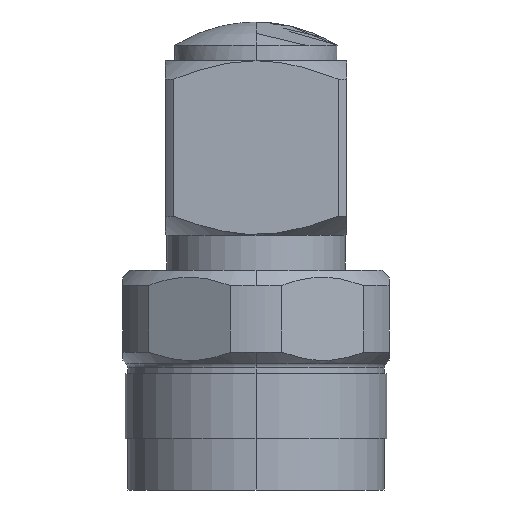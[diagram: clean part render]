
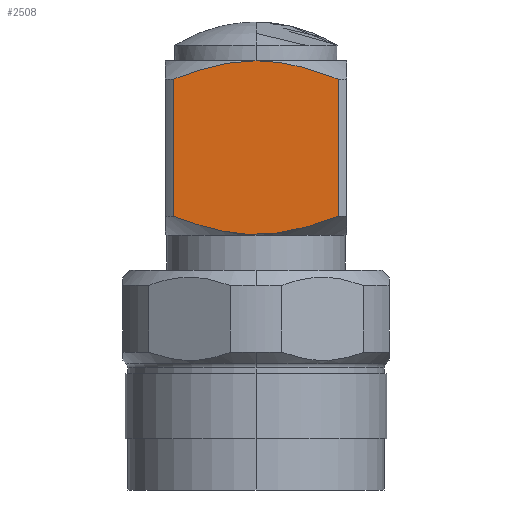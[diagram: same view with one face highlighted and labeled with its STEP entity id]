
A CAD part, left-side view. The second image highlights one B-rep face of the part: STEP entity #2508.
In plain terms, the highlighted planar face has unit normal (-1, 0, 0).
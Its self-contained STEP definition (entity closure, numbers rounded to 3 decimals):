
#74 = CARTESIAN_POINT ( 'NONE',  ( -7., -1.119, 2.76 ) ) ;
#185 = CARTESIAN_POINT ( 'NONE',  ( -7., -6.348, 4.172 ) ) ;
#201 = DIRECTION ( 'NONE',  ( 0., 0., 1. ) ) ;
#213 = FACE_OUTER_BOUND ( 'NONE', #1844, .T. ) ;
#236 = CARTESIAN_POINT ( 'NONE',  ( -7., 0., 16.2 ) ) ;
#260 = CARTESIAN_POINT ( 'NONE',  ( -7., -5.33, 15.181 ) ) ;
#285 = VERTEX_POINT ( 'NONE', #236 ) ;
#350 = CARTESIAN_POINT ( 'NONE',  ( -7., -5.334, 3.779 ) ) ;
#467 = DIRECTION ( 'NONE',  ( 1., 0., 0. ) ) ;
#518 = CARTESIAN_POINT ( 'NONE',  ( -7., 1.366, 16.127 ) ) ;
#551 = ORIENTED_EDGE ( 'NONE', *, *, #2180, .F. ) ;
#591 = CARTESIAN_POINT ( 'NONE',  ( -7., -6.348, 4.172 ) ) ;
#608 = CARTESIAN_POINT ( 'NONE',  ( -7., 1.347, 2.829 ) ) ;
#631 = CARTESIAN_POINT ( 'NONE',  ( -7., -6.348, 14.785 ) ) ;
#786 = CARTESIAN_POINT ( 'NONE',  ( -7., 6.348, 2.7 ) ) ;
#802 = LINE ( 'NONE', #786, #3481 ) ;
#817 = ORIENTED_EDGE ( 'NONE', *, *, #2197, .T. ) ;
#1142 = CARTESIAN_POINT ( 'NONE',  ( -7., 0.525, 2.766 ) ) ;
#1175 = CARTESIAN_POINT ( 'NONE',  ( -7., 6.348, 14.785 ) ) ;
#1202 = ORIENTED_EDGE ( 'NONE', *, *, #2978, .T. ) ;
#1298 = CARTESIAN_POINT ( 'NONE',  ( -7., 0.272, 16.2 ) ) ;
#1315 = CARTESIAN_POINT ( 'NONE',  ( -7., 2.709, 15.917 ) ) ;
#1342 = B_SPLINE_CURVE_WITH_KNOTS ( 'NONE', 3,
 ( #2109, #1298, #3491, #1859, #518, #2697, #1315, #1867, #3207, #1569 ),
 .UNSPECIFIED., .F., .F.,
 ( 4, 2, 2, 2, 4 ),
 ( 0.025, 0.026, 0.027, 0.029, 0.032 ),
 .UNSPECIFIED. ) ;
#1345 = CARTESIAN_POINT ( 'NONE',  ( -7., -4.285, 15.536 ) ) ;
#1365 = CARTESIAN_POINT ( 'NONE',  ( -7., -1.098, 16.2 ) ) ;
#1432 = CARTESIAN_POINT ( 'NONE',  ( -7., 2.16, 2.935 ) ) ;
#1477 = LINE ( 'NONE', #3123, #2499 ) ;
#1569 = CARTESIAN_POINT ( 'NONE',  ( -7., 6.348, 14.785 ) ) ;
#1679 = CARTESIAN_POINT ( 'NONE',  ( -7., 4.285, 3.422 ) ) ;
#1693 = CARTESIAN_POINT ( 'NONE',  ( -7., 0.249, 2.757 ) ) ;
#1700 = CARTESIAN_POINT ( 'NONE',  ( -7., 1.074, 2.802 ) ) ;
#1814 = ORIENTED_EDGE ( 'NONE', *, *, #2342, .T. ) ;
#1844 = EDGE_LOOP ( 'NONE', ( #2782, #551, #1814, #1202, #817 ) ) ;
#1859 = CARTESIAN_POINT ( 'NONE',  ( -7., 1.095, 16.154 ) ) ;
#1867 = CARTESIAN_POINT ( 'NONE',  ( -7., 4.293, 15.533 ) ) ;
#1946 = CARTESIAN_POINT ( 'NONE',  ( -7., -2.188, 2.914 ) ) ;
#1964 = CARTESIAN_POINT ( 'NONE',  ( -7., 5.328, 3.776 ) ) ;
#2109 = CARTESIAN_POINT ( 'NONE',  ( -7., 0., 16.2 ) ) ;
#2180 = EDGE_CURVE ( 'NONE', #2672, #2491, #802, .T. ) ;
#2197 = EDGE_CURVE ( 'NONE', #2851, #285, #2735, .T. ) ;
#2221 = CARTESIAN_POINT ( 'NONE',  ( -7., -4.293, 3.425 ) ) ;
#2303 = DIRECTION ( 'NONE',  ( 0., 0., 1. ) ) ;
#2342 = EDGE_CURVE ( 'NONE', #2672, #3158, #2427, .T. ) ;
#2383 = AXIS2_PLACEMENT_3D ( 'NONE', #3412, #467, #2606 ) ;
#2427 = B_SPLINE_CURVE_WITH_KNOTS ( 'NONE', 3,
 ( #3317, #1964, #1679, #3029, #1432, #608, #1700, #1142, #1693, #74, #1946, #2221, #350, #591 ),
 .UNSPECIFIED., .F., .F.,
 ( 4, 2, 2, 2, 2, 2, 4 ),
 ( 0.008, 0.011, 0.013, 0.014, 0.015, 0.018, 0.021 ),
 .UNSPECIFIED. ) ;
#2463 = CARTESIAN_POINT ( 'NONE',  ( -7., -6.348, 14.785 ) ) ;
#2491 = VERTEX_POINT ( 'NONE', #1175 ) ;
#2499 = VECTOR ( 'NONE', #2303, 1000. ) ;
#2508 = ADVANCED_FACE ( 'NONE', ( #213 ), #3458, .F. ) ;
#2606 = DIRECTION ( 'NONE',  ( 0., 1., 0. ) ) ;
#2642 = EDGE_CURVE ( 'NONE', #285, #2491, #1342, .T. ) ;
#2667 = CARTESIAN_POINT ( 'NONE',  ( -7., 6.348, 4.172 ) ) ;
#2672 = VERTEX_POINT ( 'NONE', #2667 ) ;
#2697 = CARTESIAN_POINT ( 'NONE',  ( -7., 2.176, 16.02 ) ) ;
#2725 = CARTESIAN_POINT ( 'NONE',  ( -7., 0., 16.2 ) ) ;
#2735 = B_SPLINE_CURVE_WITH_KNOTS ( 'NONE', 3,
 ( #2463, #260, #1345, #3005, #1365, #2725 ),
 .UNSPECIFIED., .F., .F.,
 ( 4, 2, 4 ),
 ( 0.019, 0.022, 0.025 ),
 .UNSPECIFIED. ) ;
#2782 = ORIENTED_EDGE ( 'NONE', *, *, #2642, .T. ) ;
#2851 = VERTEX_POINT ( 'NONE', #631 ) ;
#2978 = EDGE_CURVE ( 'NONE', #3158, #2851, #1477, .T. ) ;
#3005 = CARTESIAN_POINT ( 'NONE',  ( -7., -2.171, 16.046 ) ) ;
#3029 = CARTESIAN_POINT ( 'NONE',  ( -7., 2.695, 3.038 ) ) ;
#3123 = CARTESIAN_POINT ( 'NONE',  ( -7., -6.348, 2.7 ) ) ;
#3158 = VERTEX_POINT ( 'NONE', #185 ) ;
#3207 = CARTESIAN_POINT ( 'NONE',  ( -7., 5.331, 15.18 ) ) ;
#3317 = CARTESIAN_POINT ( 'NONE',  ( -7., 6.348, 4.172 ) ) ;
#3412 = CARTESIAN_POINT ( 'NONE',  ( -7., 7., 16.2 ) ) ;
#3458 = PLANE ( 'NONE',  #2383 ) ;
#3481 = VECTOR ( 'NONE', #201, 1000. ) ;
#3491 = CARTESIAN_POINT ( 'NONE',  ( -7., 0.548, 16.191 ) ) ;
